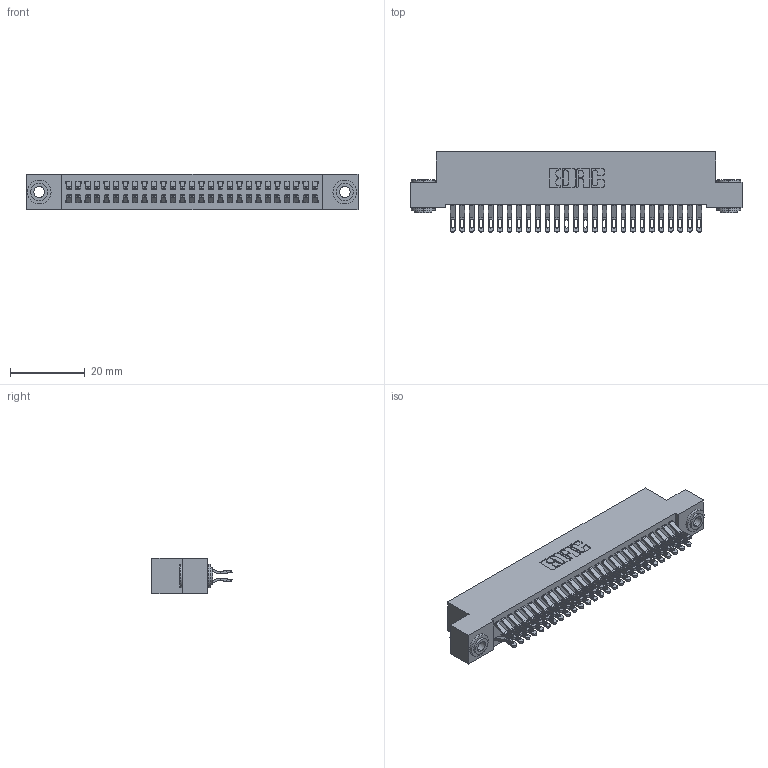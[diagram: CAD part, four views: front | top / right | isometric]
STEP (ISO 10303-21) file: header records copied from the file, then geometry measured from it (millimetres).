
FILE_DESCRIPTION (( 'STEP AP203' ), '1' );
FILE_NAME ('342-054-555-203.STEP', '2018-08-13T00:43:52', ( '' ), ( '' ), 'SwSTEP 2.0', 'SolidWorks 2016', '' );
FILE_SCHEMA (( 'CONFIG_CONTROL_DESIGN' ));
Length unit declared in the file: inch
Products named in the file (4): 342 Part_.156 TH; 345-292-001_555 Tail; 342-250-002_345-250-002-102; 342-054-555-203
Assembly tree (57 placements, depth 2):
  342-054-555-203
    342 Part_.156 TH
    345-292-001_555 Tail  x54
    342-250-002_345-250-002-102  x2
Bounding box: 88.9 x 21.47 x 9.4 mm (x, y, z)
Volume: 8089.5 mm3; surface area: 13534.7 mm2
Topology: 57 solids, 57 shells, 3280 faces, 10257 edges, 6834 vertices
Faces by surface type: plane 1912, cylinder 1360, cone 8
Entity records: 20154 total; most frequent: CARTESIAN_POINT 3367, ORIENTED_EDGE 3266, DIRECTION 2907, EDGE_CURVE 1633, LINE 1461, VECTOR 1461, VERTEX_POINT 1086, AXIS2_PLACEMENT_3D 723
